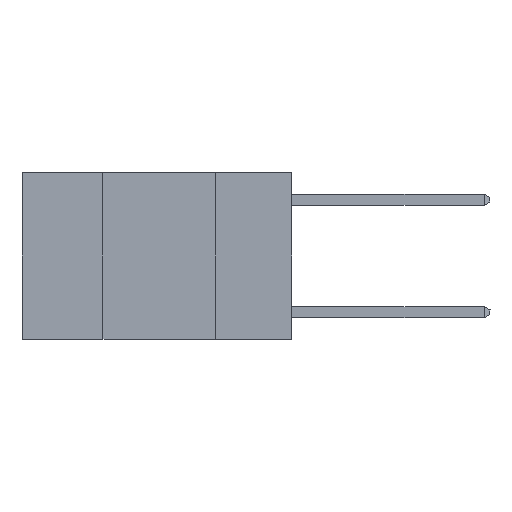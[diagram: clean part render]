
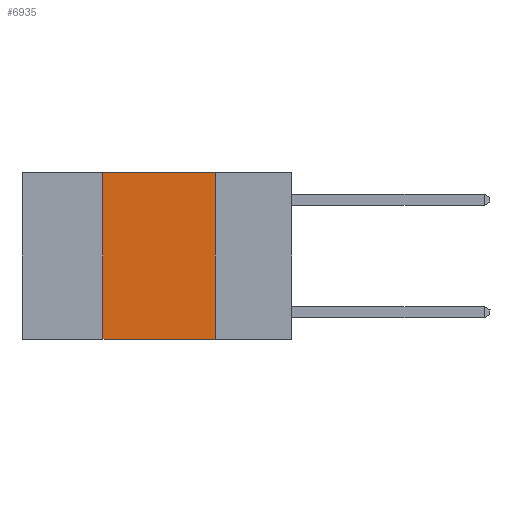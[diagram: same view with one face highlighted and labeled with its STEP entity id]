
A CAD part, left-side view. The second image highlights one B-rep face of the part: STEP entity #6935.
In plain terms, the highlighted planar face has unit normal (-1, 0, 0).
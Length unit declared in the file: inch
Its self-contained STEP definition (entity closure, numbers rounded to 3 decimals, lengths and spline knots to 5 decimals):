
#20 = CARTESIAN_POINT ( 'NONE',  ( 0., 0.17, 0. ) ) ;
#336 = LINE ( 'NONE', #11099, #17687 ) ;
#721 = VERTEX_POINT ( 'NONE', #20 ) ;
#794 = AXIS2_PLACEMENT_3D ( 'NONE', #11775, #3423, #13171 ) ;
#1245 = LINE ( 'NONE', #9358, #8249 ) ;
#1898 = VECTOR ( 'NONE', #12734, 39.37008 ) ;
#2503 = VERTEX_POINT ( 'NONE', #12887 ) ;
#3423 = DIRECTION ( 'NONE',  ( 1., 0., 0. ) ) ;
#4117 = DIRECTION ( 'NONE',  ( 0., -1., 0. ) ) ;
#4402 = EDGE_LOOP ( 'NONE', ( #14548, #15181, #15198, #15430 ) ) ;
#4412 = CARTESIAN_POINT ( 'NONE',  ( 0., 0.42, 0. ) ) ;
#4676 = VERTEX_POINT ( 'NONE', #4412 ) ;
#5442 = FACE_OUTER_BOUND ( 'NONE', #4402, .T. ) ;
#5566 = EDGE_CURVE ( 'NONE', #721, #16282, #16700, .T. ) ;
#5751 = VECTOR ( 'NONE', #13037, 39.37008 ) ;
#5971 = EDGE_CURVE ( 'NONE', #4676, #721, #336, .T. ) ;
#6935 = ADVANCED_FACE ( 'NONE', ( #5442 ), #17087, .F. ) ;
#7383 = LINE ( 'NONE', #14027, #1898 ) ;
#7656 = CARTESIAN_POINT ( 'NONE',  ( 0., 0.17, 0. ) ) ;
#8249 = VECTOR ( 'NONE', #10712, 39.37008 ) ;
#9358 = CARTESIAN_POINT ( 'NONE',  ( 0., 0.6, -0.37 ) ) ;
#9386 = EDGE_CURVE ( 'NONE', #2503, #4676, #7383, .T. ) ;
#10712 = DIRECTION ( 'NONE',  ( 0., -1., 0. ) ) ;
#11099 = CARTESIAN_POINT ( 'NONE',  ( 0., 0.6, 0. ) ) ;
#11775 = CARTESIAN_POINT ( 'NONE',  ( 0., 0.6, 0. ) ) ;
#12734 = DIRECTION ( 'NONE',  ( 0., 0., 1. ) ) ;
#12887 = CARTESIAN_POINT ( 'NONE',  ( 0., 0.42, -0.37 ) ) ;
#13037 = DIRECTION ( 'NONE',  ( 0., 0., -1. ) ) ;
#13171 = DIRECTION ( 'NONE',  ( 0., 0., -1. ) ) ;
#14027 = CARTESIAN_POINT ( 'NONE',  ( 0., 0.42, 0. ) ) ;
#14169 = CARTESIAN_POINT ( 'NONE',  ( 0., 0.17, -0.37 ) ) ;
#14187 = EDGE_CURVE ( 'NONE', #2503, #16282, #1245, .T. ) ;
#14548 = ORIENTED_EDGE ( 'NONE', *, *, #5566, .F. ) ;
#15181 = ORIENTED_EDGE ( 'NONE', *, *, #5971, .F. ) ;
#15198 = ORIENTED_EDGE ( 'NONE', *, *, #9386, .F. ) ;
#15430 = ORIENTED_EDGE ( 'NONE', *, *, #14187, .T. ) ;
#16282 = VERTEX_POINT ( 'NONE', #14169 ) ;
#16700 = LINE ( 'NONE', #7656, #5751 ) ;
#17087 = PLANE ( 'NONE',  #794 ) ;
#17687 = VECTOR ( 'NONE', #4117, 39.37008 ) ;
